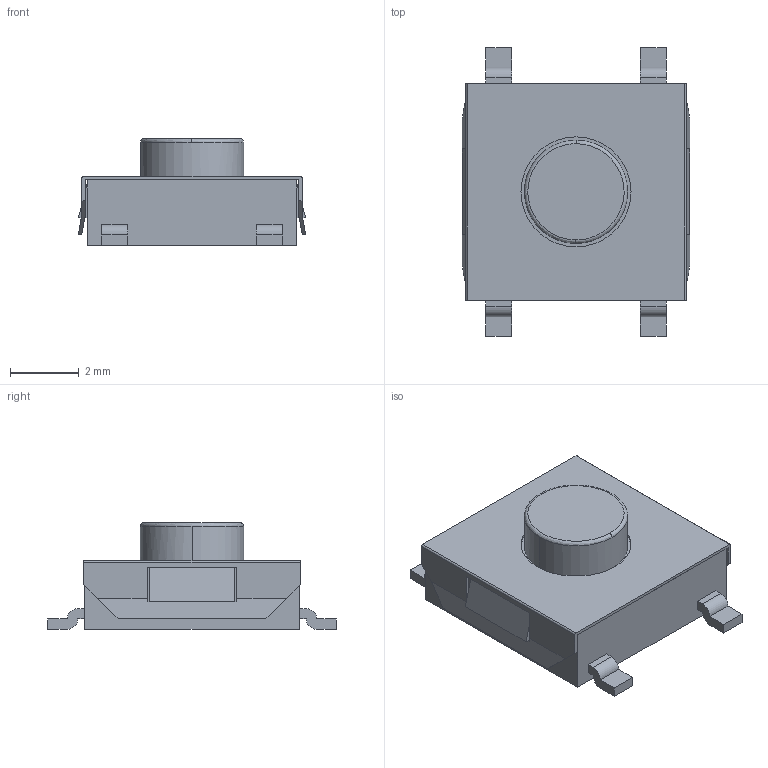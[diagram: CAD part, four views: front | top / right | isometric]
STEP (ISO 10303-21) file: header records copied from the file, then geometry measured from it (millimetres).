
FILE_DESCRIPTION (( 'STEP AP203' ), '1' );
FILE_NAME ('BUT-000002 Rev 01 (Stop Button Switch).STEP', '2020-12-10T18:26:02', ( '' ), ( '' ), 'SwSTEP 2.0', 'SolidWorks 2020', '' );
FILE_SCHEMA (( 'CONFIG_CONTROL_DESIGN' ));
Length unit declared in the file: millimetre
Products named in the file (1): BUT-000002 Rev 01 (Stop Button Switch)
Bounding box: 6.61 x 8.4 x 3.1 mm (x, y, z)
Volume: 87.2 mm3; surface area: 181.1 mm2
Topology: 1 solids, 1 shells, 89 faces, 250 edges, 164 vertices
Faces by surface type: plane 73, cylinder 14, bspline 2
Entity records: 2962 total; most frequent: CARTESIAN_POINT 555, ORIENTED_EDGE 500, DIRECTION 456, EDGE_CURVE 250, LINE 216, VECTOR 216, VERTEX_POINT 164, AXIS2_PLACEMENT_3D 120
